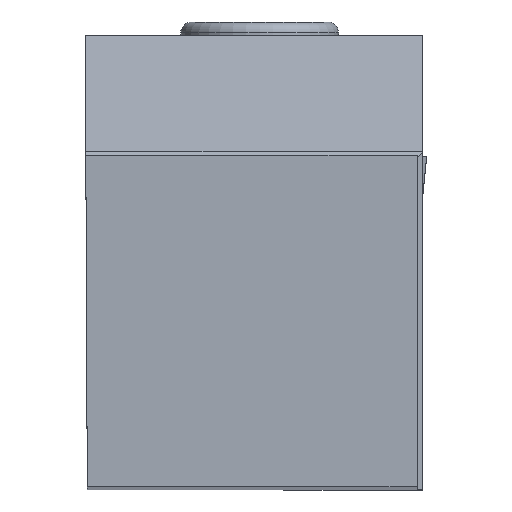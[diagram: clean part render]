
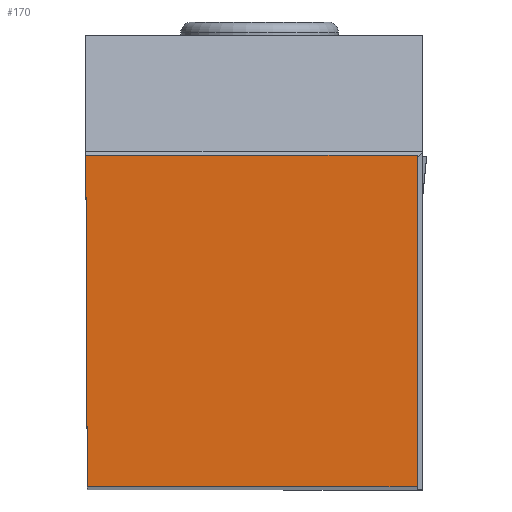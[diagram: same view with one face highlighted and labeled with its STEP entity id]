
A CAD part, top view. The second image highlights one B-rep face of the part: STEP entity #170.
In plain terms, the highlighted planar face has unit normal (0, 0, 1).
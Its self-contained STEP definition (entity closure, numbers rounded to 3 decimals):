
#170=ADVANCED_FACE('BLANK_BOXF006',(#276),#220,.F.);
#220=PLANE('',#1342);
#276=FACE_OUTER_BOUND('',#335,.T.);
#335=EDGE_LOOP('',(#845,#846,#847,#848));
#454=LINE('',#2127,#587);
#464=LINE('',#2149,#597);
#465=LINE('',#2151,#598);
#466=LINE('',#2153,#599);
#587=VECTOR('',#1575,1.);
#597=VECTOR('',#1595,1.);
#598=VECTOR('',#1596,1.);
#599=VECTOR('',#1597,1.);
#845=ORIENTED_EDGE('',*,*,#1181,.T.);
#846=ORIENTED_EDGE('',*,*,#1182,.T.);
#847=ORIENTED_EDGE('',*,*,#1183,.T.);
#848=ORIENTED_EDGE('',*,*,#1169,.T.);
#1029=VERTEX_POINT('',#2126);
#1030=VERTEX_POINT('',#2128);
#1037=VERTEX_POINT('',#2150);
#1038=VERTEX_POINT('',#2152);
#1169=EDGE_CURVE('',#1030,#1029,#454,.T.);
#1181=EDGE_CURVE('',#1029,#1037,#464,.T.);
#1182=EDGE_CURVE('',#1037,#1038,#465,.T.);
#1183=EDGE_CURVE('',#1038,#1030,#466,.T.);
#1342=AXIS2_PLACEMENT_3D('',#2154,#1598,#1599);
#1575=DIRECTION('',(1.,0.,0.));
#1595=DIRECTION('',(0.,1.,0.));
#1596=DIRECTION('',(-1.,0.,0.));
#1597=DIRECTION('',(0.004,-1.,0.));
#1598=DIRECTION('',(0.,0.,-1.));
#1599=DIRECTION('',(0.,-1.,0.));
#2126=CARTESIAN_POINT('',(24.875,0.,0.));
#2127=CARTESIAN_POINT('',(-150.35,0.,0.));
#2128=CARTESIAN_POINT('',(0.109,0.,0.));
#2149=CARTESIAN_POINT('',(24.875,-150.35,0.));
#2150=CARTESIAN_POINT('',(24.875,24.875,0.));
#2151=CARTESIAN_POINT('',(150.35,24.875,0.));
#2152=CARTESIAN_POINT('',(0.,24.875,0.));
#2153=CARTESIAN_POINT('',(-0.547,150.349,0.));
#2154=CARTESIAN_POINT('',(25.275,-5.,0.));
